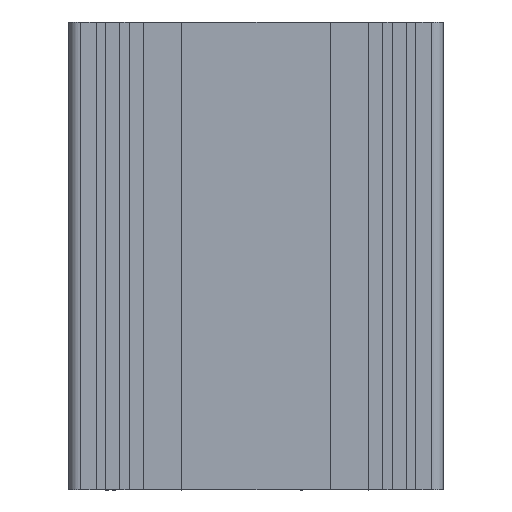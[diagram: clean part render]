
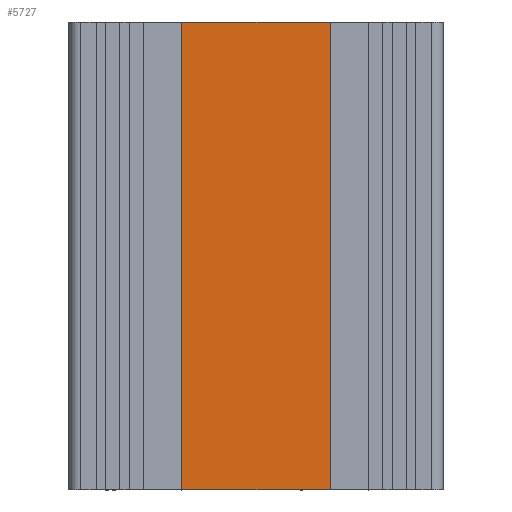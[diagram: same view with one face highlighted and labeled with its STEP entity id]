
A CAD part, front view. The second image highlights one B-rep face of the part: STEP entity #5727.
In plain terms, the highlighted planar face has unit normal (0, -1, 0).
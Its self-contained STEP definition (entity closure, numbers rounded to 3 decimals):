
#226 = DIRECTION ( 'NONE',  ( 0., 1., 0. ) ) ;
#255 = CARTESIAN_POINT ( 'NONE',  ( 6942.494, 3032.987, 0. ) ) ;
#817 = LINE ( 'NONE', #1019, #7546 ) ;
#851 = ORIENTED_EDGE ( 'NONE', *, *, #7370, .F. ) ;
#854 = DIRECTION ( 'NONE',  ( 1., 0., 0. ) ) ;
#948 = CARTESIAN_POINT ( 'NONE',  ( 6926.594, 3032.987, 0. ) ) ;
#1019 = CARTESIAN_POINT ( 'NONE',  ( 6926.594, 3032.987, 100. ) ) ;
#1549 = DIRECTION ( 'NONE',  ( 0., 0., 1. ) ) ;
#2279 = CARTESIAN_POINT ( 'NONE',  ( 6958.394, 3032.987, 100. ) ) ;
#2364 = DIRECTION ( 'NONE',  ( 0., 0., 1. ) ) ;
#2449 = LINE ( 'NONE', #10913, #2884 ) ;
#2884 = VECTOR ( 'NONE', #1549, 1000. ) ;
#3436 = EDGE_CURVE ( 'NONE', #13901, #11766, #2449, .T. ) ;
#4051 = FACE_OUTER_BOUND ( 'NONE', #8300, .T. ) ;
#4499 = CARTESIAN_POINT ( 'NONE',  ( 6926.594, 3032.987, 100. ) ) ;
#4530 = ORIENTED_EDGE ( 'NONE', *, *, #7457, .F. ) ;
#4620 = VERTEX_POINT ( 'NONE', #4499 ) ;
#5727 = ADVANCED_FACE ( 'NONE', ( #4051 ), #8293, .F. ) ;
#6970 = DIRECTION ( 'NONE',  ( 1., 0., 0. ) ) ;
#7370 = EDGE_CURVE ( 'NONE', #4620, #11766, #9248, .T. ) ;
#7457 = EDGE_CURVE ( 'NONE', #11263, #4620, #817, .T. ) ;
#7546 = VECTOR ( 'NONE', #2364, 1000. ) ;
#8293 = PLANE ( 'NONE',  #16098 ) ;
#8300 = EDGE_LOOP ( 'NONE', ( #10877, #851, #4530, #15138 ) ) ;
#8920 = LINE ( 'NONE', #255, #12006 ) ;
#9248 = LINE ( 'NONE', #16914, #15915 ) ;
#9642 = DIRECTION ( 'NONE',  ( 0., 0., 1. ) ) ;
#9864 = EDGE_CURVE ( 'NONE', #11263, #13901, #8920, .T. ) ;
#10877 = ORIENTED_EDGE ( 'NONE', *, *, #3436, .T. ) ;
#10913 = CARTESIAN_POINT ( 'NONE',  ( 6958.394, 3032.987, 100. ) ) ;
#11154 = CARTESIAN_POINT ( 'NONE',  ( 6958.394, 3032.987, 0. ) ) ;
#11263 = VERTEX_POINT ( 'NONE', #948 ) ;
#11766 = VERTEX_POINT ( 'NONE', #2279 ) ;
#12006 = VECTOR ( 'NONE', #6970, 1000. ) ;
#13901 = VERTEX_POINT ( 'NONE', #11154 ) ;
#15138 = ORIENTED_EDGE ( 'NONE', *, *, #9864, .T. ) ;
#15915 = VECTOR ( 'NONE', #854, 1000. ) ;
#16098 = AXIS2_PLACEMENT_3D ( 'NONE', #16289, #226, #9642 ) ;
#16289 = CARTESIAN_POINT ( 'NONE',  ( 6942.494, 3032.987, 100. ) ) ;
#16914 = CARTESIAN_POINT ( 'NONE',  ( 6928.337, 3032.987, 100. ) ) ;
